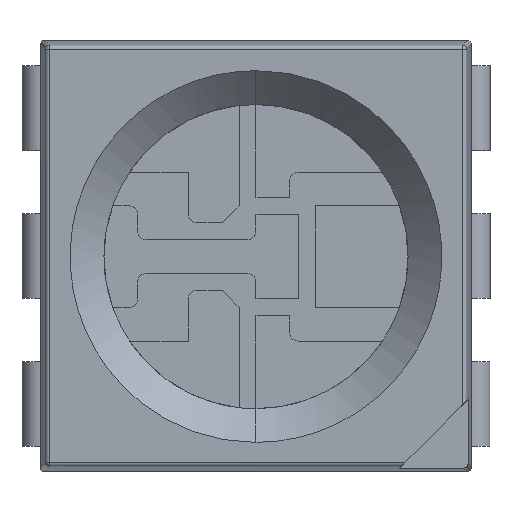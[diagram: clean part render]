
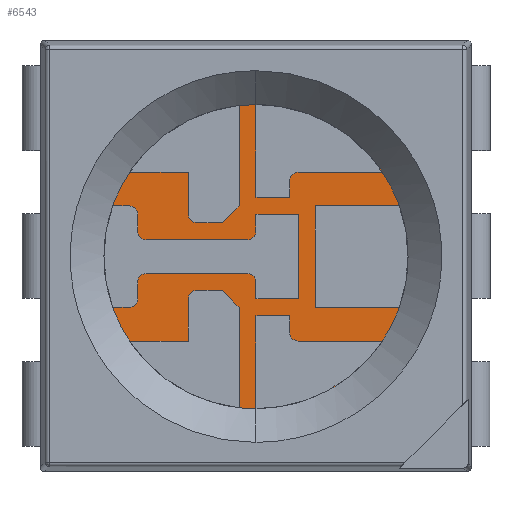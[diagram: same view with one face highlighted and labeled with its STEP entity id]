
A CAD part, top view. The second image highlights one B-rep face of the part: STEP entity #6543.
In plain terms, the highlighted planar face has unit normal (0, 0, 1).
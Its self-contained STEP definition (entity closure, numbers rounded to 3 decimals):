
#44 = CARTESIAN_POINT ( 'NONE',  ( 2.076, 4.281, 0.95 ) ) ;
#487 = CARTESIAN_POINT ( 'NONE',  ( 4.134, 1.683, 0.95 ) ) ;
#522 = CARTESIAN_POINT ( 'NONE',  ( 4.2, 1.823, 0.95 ) ) ;
#558 = CARTESIAN_POINT ( 'NONE',  ( 4.026, 1.499, 0.95 ) ) ;
#577 = CARTESIAN_POINT ( 'NONE',  ( 0.871, 1.894, 0.95 ) ) ;
#611 = EDGE_CURVE ( 'NONE', #3776, #1046, #4171, .T. ) ;
#624 = CARTESIAN_POINT ( 'NONE',  ( 0.882, 3.218, 0.95 ) ) ;
#671 = CARTESIAN_POINT ( 'NONE',  ( 3.409, 4.127, 0.95 ) ) ;
#744 = CARTESIAN_POINT ( 'NONE',  ( 3.735, 3.903, 0.95 ) ) ;
#1046 = VERTEX_POINT ( 'NONE', #2427 ) ;
#1091 = CARTESIAN_POINT ( 'NONE',  ( 4.258, 3.111, 0.95 ) ) ;
#1146 = CARTESIAN_POINT ( 'NONE',  ( 0.842, 1.974, 0.95 ) ) ;
#1175 = CARTESIAN_POINT ( 'NONE',  ( 1.83, 0.893, 0.95 ) ) ;
#1221 = CARTESIAN_POINT ( 'NONE',  ( 2.55, 0.742, 0.95 ) ) ;
#1306 = CARTESIAN_POINT ( 'NONE',  ( 4.244, 3.152, 0.95 ) ) ;
#1617 = CARTESIAN_POINT ( 'NONE',  ( 3.198, 0.863, 0.95 ) ) ;
#1652 = CARTESIAN_POINT ( 'NONE',  ( 4.35, 2.313, 0.95 ) ) ;
#1668 = CARTESIAN_POINT ( 'NONE',  ( 0.966, 3.401, 0.95 ) ) ;
#1711 = CARTESIAN_POINT ( 'NONE',  ( 0.866, 1.907, 0.95 ) ) ;
#1783 = CARTESIAN_POINT ( 'NONE',  ( 1.914, 4.226, 0.95 ) ) ;
#1807 = CARTESIAN_POINT ( 'NONE',  ( 3.27, 4.192, 0.95 ) ) ;
#1831 = CARTESIAN_POINT ( 'NONE',  ( 1.189, 3.727, 0.95 ) ) ;
#1994 = DIRECTION ( 'NONE',  ( 0., -1., 0. ) ) ;
#2193 = CARTESIAN_POINT ( 'NONE',  ( 2.55, 0.742, 0.95 ) ) ;
#2224 = CARTESIAN_POINT ( 'NONE',  ( 4.212, 1.851, 0.95 ) ) ;
#2277 = CARTESIAN_POINT ( 'NONE',  ( 0.9, 3.262, 0.95 ) ) ;
#2303 = CARTESIAN_POINT ( 'NONE',  ( 4.288, 3.017, 0.95 ) ) ;
#2319 = CARTESIAN_POINT ( 'NONE',  ( 0.888, 3.234, 0.95 ) ) ;
#2348 = CARTESIAN_POINT ( 'NONE',  ( 1.859, 0.88, 0.95 ) ) ;
#2362 = CARTESIAN_POINT ( 'NONE',  ( 3.312, 4.174, 0.95 ) ) ;
#2376 = CARTESIAN_POINT ( 'NONE',  ( 0.792, 2.992, 0.95 ) ) ;
#2412 = CARTESIAN_POINT ( 'NONE',  ( 2.55, 0.742, 0.95 ) ) ;
#2427 = CARTESIAN_POINT ( 'NONE',  ( 2.55, 4.342, 0.95 ) ) ;
#2435 = CARTESIAN_POINT ( 'NONE',  ( 4.132, 3.436, 0.95 ) ) ;
#2757 = EDGE_LOOP ( 'NONE', ( #5288, #6125 ) ) ;
#2812 = CARTESIAN_POINT ( 'NONE',  ( 3.186, 0.858, 0.95 ) ) ;
#2860 = CARTESIAN_POINT ( 'NONE',  ( 0.968, 1.649, 0.95 ) ) ;
#2903 = CARTESIAN_POINT ( 'NONE',  ( 1.788, 0.911, 0.95 ) ) ;
#3196 = FACE_OUTER_BOUND ( 'NONE', #2757, .T. ) ;
#3393 = CARTESIAN_POINT ( 'NONE',  ( 3.024, 0.804, 0.95 ) ) ;
#3441 = CARTESIAN_POINT ( 'NONE',  ( 1.941, 4.236, 0.95 ) ) ;
#3469 = CARTESIAN_POINT ( 'NONE',  ( 2.55, 4.342, 0.95 ) ) ;
#3489 = CARTESIAN_POINT ( 'NONE',  ( 2.267, 4.327, 0.95 ) ) ;
#3776 = VERTEX_POINT ( 'NONE', #2412 ) ;
#3882 = CARTESIAN_POINT ( 'NONE',  ( 3.91, 1.357, 0.95 ) ) ;
#3910 = CARTESIAN_POINT ( 'NONE',  ( 4.339, 2.769, 0.95 ) ) ;
#3940 = AXIS2_PLACEMENT_3D ( 'NONE', #4809, #5495, #1994 ) ;
#3941 = CARTESIAN_POINT ( 'NONE',  ( 0.766, 2.26, 0.95 ) ) ;
#4003 = CARTESIAN_POINT ( 'NONE',  ( 1.453, 3.991, 0.95 ) ) ;
#4033 = CARTESIAN_POINT ( 'NONE',  ( 2.1, 0.785, 0.95 ) ) ;
#4136 = CARTESIAN_POINT ( 'NONE',  ( 3.241, 4.204, 0.95 ) ) ;
#4171 = B_SPLINE_CURVE_WITH_KNOTS ( 'NONE', 3,
 ( #2193, #4552, #5047, #3393, #4451, #6727, #2812, #1617, #5112, #7334, #3882, #558, #487, #6177, #522, #2224, #4478, #6765, #1652, #5685, #3910, #6208, #2303, #1091, #1306, #5830, #6981, #2435, #4696, #744, #6872, #671, #2362, #1807, #4136, #5878, #5797, #5307, #3469 ),
 .UNSPECIFIED., .F., .F.,
 ( 4, 1, 1, 1, 2, 2, 2, 1, 1, 1, 2, 2, 2, 2, 1, 1, 2, 2, 2, 1, 1, 1, 2, 2, 4 ),
 ( 0.75, 0.781, 0.797, 0.805, 0.809, 0.813, 0.875, 0.906, 0.922, 0.93, 0.934, 0.938, 1., 1.031, 1.047, 1.055, 1.059, 1.062, 1.125, 1.156, 1.172, 1.18, 1.184, 1.188, 1.25 ),
 .UNSPECIFIED. ) ;
#4451 = CARTESIAN_POINT ( 'NONE',  ( 3.119, 0.834, 0.95 ) ) ;
#4478 = CARTESIAN_POINT ( 'NONE',  ( 4.218, 1.867, 0.95 ) ) ;
#4534 = CARTESIAN_POINT ( 'NONE',  ( 0.75, 2.428, 0.95 ) ) ;
#4552 = CARTESIAN_POINT ( 'NONE',  ( 2.664, 0.742, 0.95 ) ) ;
#4563 = CARTESIAN_POINT ( 'NONE',  ( 1.657, 4.125, 0.95 ) ) ;
#4601 = CARTESIAN_POINT ( 'NONE',  ( 2.55, 4.342, 0.95 ) ) ;
#4613 = EDGE_CURVE ( 'NONE', #1046, #3776, #4618, .T. ) ;
#4618 = B_SPLINE_CURVE_WITH_KNOTS ( 'NONE', 3,
 ( #4601, #6269, #3489, #44, #6240, #3441, #1783, #5100, #4563, #4003, #1831, #5786, #1668, #5745, #2277, #2319, #624, #2376, #7352, #4534, #3941, #5185, #1146, #6827, #1711, #577, #2860, #5142, #6856, #4637, #6297, #2903, #1175, #2348, #6888, #4033, #6342, #1221 ),
 .UNSPECIFIED., .F., .F.,
 ( 4, 1, 1, 1, 2, 2, 2, 1, 1, 1, 2, 2, 2, 1, 1, 1, 2, 2, 2, 1, 1, 1, 2, 2, 4 ),
 ( 0.25, 0.281, 0.297, 0.305, 0.309, 0.313, 0.375, 0.406, 0.422, 0.43, 0.434, 0.438, 0.5, 0.531, 0.547, 0.555, 0.559, 0.563, 0.625, 0.656, 0.672, 0.68, 0.684, 0.688, 0.75 ),
 .UNSPECIFIED. ) ;
#4637 = CARTESIAN_POINT ( 'NONE',  ( 1.507, 1.066, 0.95 ) ) ;
#4696 = CARTESIAN_POINT ( 'NONE',  ( 3.998, 3.64, 0.95 ) ) ;
#4809 = CARTESIAN_POINT ( 'NONE',  ( 2.55, 2.542, 0.95 ) ) ;
#5047 = CARTESIAN_POINT ( 'NONE',  ( 2.833, 0.758, 0.95 ) ) ;
#5100 = CARTESIAN_POINT ( 'NONE',  ( 1.902, 4.222, 0.95 ) ) ;
#5112 = CARTESIAN_POINT ( 'NONE',  ( 3.443, 0.96, 0.95 ) ) ;
#5142 = CARTESIAN_POINT ( 'NONE',  ( 1.102, 1.445, 0.95 ) ) ;
#5185 = CARTESIAN_POINT ( 'NONE',  ( 0.812, 2.068, 0.95 ) ) ;
#5288 = ORIENTED_EDGE ( 'NONE', *, *, #611, .T. ) ;
#5307 = CARTESIAN_POINT ( 'NONE',  ( 2.778, 4.342, 0.95 ) ) ;
#5495 = DIRECTION ( 'NONE',  ( 0., 0., 1. ) ) ;
#5685 = CARTESIAN_POINT ( 'NONE',  ( 4.35, 2.657, 0.95 ) ) ;
#5745 = CARTESIAN_POINT ( 'NONE',  ( 0.919, 3.305, 0.95 ) ) ;
#5786 = CARTESIAN_POINT ( 'NONE',  ( 1.073, 3.585, 0.95 ) ) ;
#5797 = CARTESIAN_POINT ( 'NONE',  ( 3., 4.3, 0.95 ) ) ;
#5830 = CARTESIAN_POINT ( 'NONE',  ( 4.234, 3.178, 0.95 ) ) ;
#5878 = CARTESIAN_POINT ( 'NONE',  ( 3.226, 4.211, 0.95 ) ) ;
#6125 = ORIENTED_EDGE ( 'NONE', *, *, #4613, .T. ) ;
#6177 = CARTESIAN_POINT ( 'NONE',  ( 4.181, 1.78, 0.95 ) ) ;
#6208 = CARTESIAN_POINT ( 'NONE',  ( 4.308, 2.935, 0.95 ) ) ;
#6240 = CARTESIAN_POINT ( 'NONE',  ( 1.981, 4.251, 0.95 ) ) ;
#6269 = CARTESIAN_POINT ( 'NONE',  ( 2.436, 4.342, 0.95 ) ) ;
#6297 = CARTESIAN_POINT ( 'NONE',  ( 1.691, 0.958, 0.95 ) ) ;
#6342 = CARTESIAN_POINT ( 'NONE',  ( 2.321, 0.742, 0.95 ) ) ;
#6543 = ADVANCED_FACE ( 'NONE', ( #3196 ), #7128, .T. ) ;
#6727 = CARTESIAN_POINT ( 'NONE',  ( 3.159, 0.849, 0.95 ) ) ;
#6765 = CARTESIAN_POINT ( 'NONE',  ( 4.308, 2.092, 0.95 ) ) ;
#6827 = CARTESIAN_POINT ( 'NONE',  ( 0.856, 1.933, 0.95 ) ) ;
#6856 = CARTESIAN_POINT ( 'NONE',  ( 1.365, 1.182, 0.95 ) ) ;
#6872 = CARTESIAN_POINT ( 'NONE',  ( 3.593, 4.019, 0.95 ) ) ;
#6888 = CARTESIAN_POINT ( 'NONE',  ( 1.874, 0.874, 0.95 ) ) ;
#6981 = CARTESIAN_POINT ( 'NONE',  ( 4.229, 3.191, 0.95 ) ) ;
#7128 = PLANE ( 'NONE',  #3940 ) ;
#7334 = CARTESIAN_POINT ( 'NONE',  ( 3.647, 1.094, 0.95 ) ) ;
#7352 = CARTESIAN_POINT ( 'NONE',  ( 0.75, 2.771, 0.95 ) ) ;
